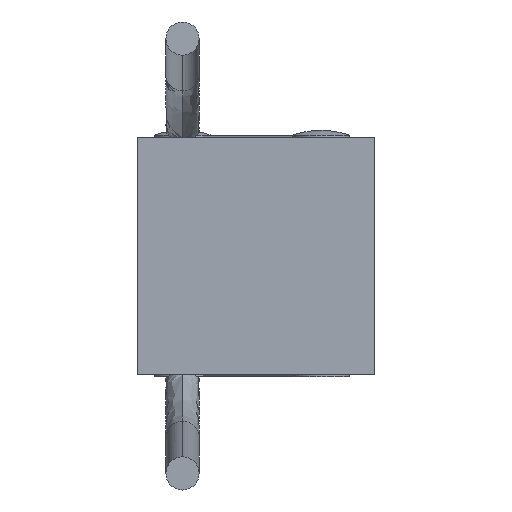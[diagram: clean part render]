
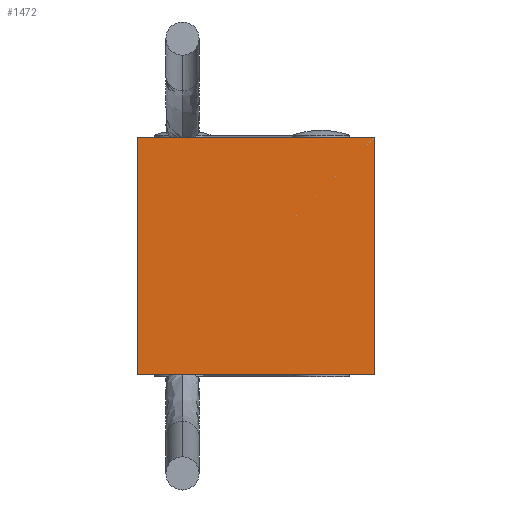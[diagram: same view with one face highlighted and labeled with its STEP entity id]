
A CAD part, front view. The second image highlights one B-rep face of the part: STEP entity #1472.
In plain terms, the highlighted planar face has unit normal (0, -1, 0).
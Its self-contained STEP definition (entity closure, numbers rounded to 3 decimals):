
#68 = ORIENTED_EDGE ( 'NONE', *, *, #2956, .T. ) ;
#82 = AXIS2_PLACEMENT_3D ( 'NONE', #2140, #5529, #2639 ) ;
#146 = LINE ( 'NONE', #4741, #2611 ) ;
#200 = FACE_OUTER_BOUND ( 'NONE', #2464, .T. ) ;
#205 = DIRECTION ( 'NONE',  ( 0., 0., -1. ) ) ;
#231 = ORIENTED_EDGE ( 'NONE', *, *, #2281, .T. ) ;
#447 = ORIENTED_EDGE ( 'NONE', *, *, #2149, .T. ) ;
#697 = VERTEX_POINT ( 'NONE', #3806 ) ;
#924 = CARTESIAN_POINT ( 'NONE',  ( 2.5, -0.51, 2.5 ) ) ;
#1020 = CARTESIAN_POINT ( 'NONE',  ( 2.5, -0.51, -2.5 ) ) ;
#1148 = PLANE ( 'NONE',  #82 ) ;
#1188 = LINE ( 'NONE', #3125, #2637 ) ;
#1273 = CARTESIAN_POINT ( 'NONE',  ( -2.5, -0.51, -2.5 ) ) ;
#1472 = ADVANCED_FACE ( 'NONE', ( #200 ), #1148, .F. ) ;
#1489 = ORIENTED_EDGE ( 'NONE', *, *, #4855, .T. ) ;
#2140 = CARTESIAN_POINT ( 'NONE',  ( 0., -0.51, 0. ) ) ;
#2149 = EDGE_CURVE ( 'NONE', #2902, #2299, #2728, .T. ) ;
#2281 = EDGE_CURVE ( 'NONE', #2435, #697, #6290, .T. ) ;
#2299 = VERTEX_POINT ( 'NONE', #3252 ) ;
#2329 = DIRECTION ( 'NONE',  ( 0., 0., 1. ) ) ;
#2420 = VECTOR ( 'NONE', #2797, 1000. ) ;
#2435 = VERTEX_POINT ( 'NONE', #924 ) ;
#2464 = EDGE_LOOP ( 'NONE', ( #1489, #447, #68, #231 ) ) ;
#2582 = VECTOR ( 'NONE', #4368, 1000. ) ;
#2611 = VECTOR ( 'NONE', #2329, 1000. ) ;
#2637 = VECTOR ( 'NONE', #205, 1000. ) ;
#2639 = DIRECTION ( 'NONE',  ( 0., 0., 1. ) ) ;
#2728 = LINE ( 'NONE', #1020, #2582 ) ;
#2797 = DIRECTION ( 'NONE',  ( -1., 0., 0. ) ) ;
#2902 = VERTEX_POINT ( 'NONE', #1273 ) ;
#2956 = EDGE_CURVE ( 'NONE', #2299, #2435, #146, .T. ) ;
#3125 = CARTESIAN_POINT ( 'NONE',  ( -2.5, -0.51, 2.5 ) ) ;
#3252 = CARTESIAN_POINT ( 'NONE',  ( 2.5, -0.51, -2.5 ) ) ;
#3806 = CARTESIAN_POINT ( 'NONE',  ( -2.5, -0.51, 2.5 ) ) ;
#4368 = DIRECTION ( 'NONE',  ( 1., 0., 0. ) ) ;
#4741 = CARTESIAN_POINT ( 'NONE',  ( 2.5, -0.51, 2.5 ) ) ;
#4855 = EDGE_CURVE ( 'NONE', #697, #2902, #1188, .T. ) ;
#5206 = CARTESIAN_POINT ( 'NONE',  ( 2.5, -0.51, 2.5 ) ) ;
#5529 = DIRECTION ( 'NONE',  ( 0., 1., 0. ) ) ;
#6290 = LINE ( 'NONE', #5206, #2420 ) ;
